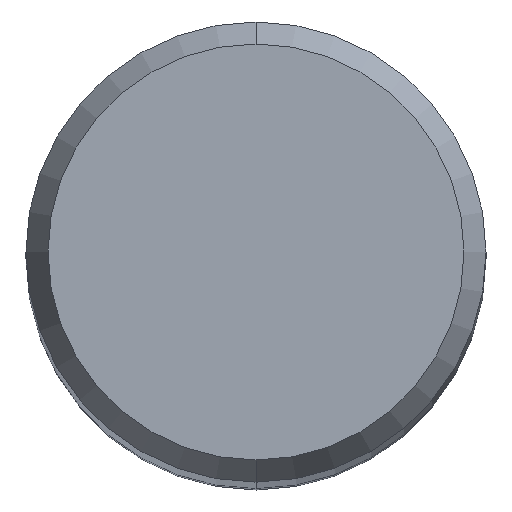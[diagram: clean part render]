
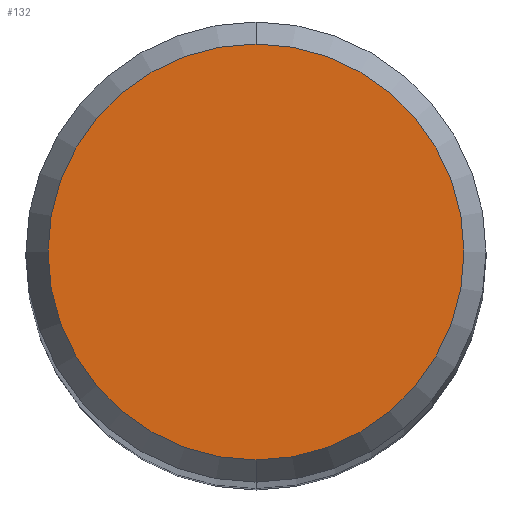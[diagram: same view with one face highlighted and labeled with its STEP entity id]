
A CAD part, top view. The second image highlights one B-rep face of the part: STEP entity #132.
In plain terms, the highlighted planar face has unit normal (0, 0, 1).
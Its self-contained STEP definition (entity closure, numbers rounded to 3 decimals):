
#94=VERTEX_POINT('',#231);
#132=ADVANCED_FACE('',(#277),#278,.T.);
#136=VERTEX_POINT('',#282);
#176=EDGE_CURVE('',#94,#136,#326,.T.);
#194=EDGE_CURVE('',#136,#94,#346,.T.);
#231=CARTESIAN_POINT('',(0.0,2.158,0.01));
#277=FACE_OUTER_BOUND('',#431,.T.);
#278=PLANE('',#432);
#282=CARTESIAN_POINT('',(0.,-2.158,0.01));
#326=CIRCLE('',#494,2.158);
#346=CIRCLE('',#519,2.158);
#431=EDGE_LOOP('',(#619,#620));
#432=AXIS2_PLACEMENT_3D('',#621,#622,#623);
#494=AXIS2_PLACEMENT_3D('',#671,#672,#673);
#519=AXIS2_PLACEMENT_3D('',#695,#696,#697);
#619=ORIENTED_EDGE('',*,*,#176,.F.);
#620=ORIENTED_EDGE('',*,*,#194,.F.);
#621=CARTESIAN_POINT('',(0.0,1.079,0.01));
#622=DIRECTION('',(-0.0,0.0,1.0));
#623=DIRECTION('',(0.0,-1.0,0.0));
#671=CARTESIAN_POINT('',(0.0,0.0,0.01));
#672=DIRECTION('',(0.0,0.0,-1.0));
#673=DIRECTION('',(0.0,1.0,0.0));
#695=CARTESIAN_POINT('',(0.0,0.0,0.01));
#696=DIRECTION('',(0.0,0.0,-1.0));
#697=DIRECTION('',(0.0,1.0,0.0));
